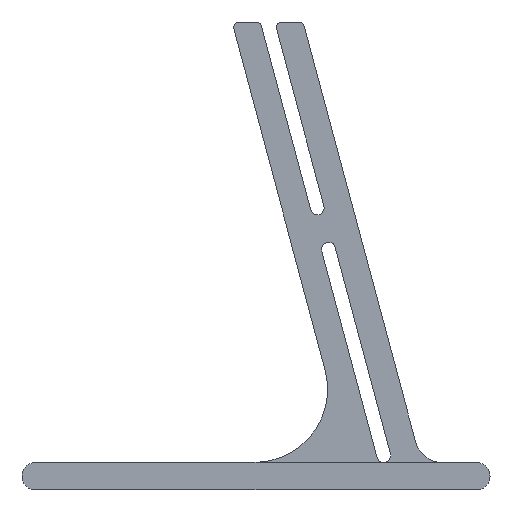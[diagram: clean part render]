
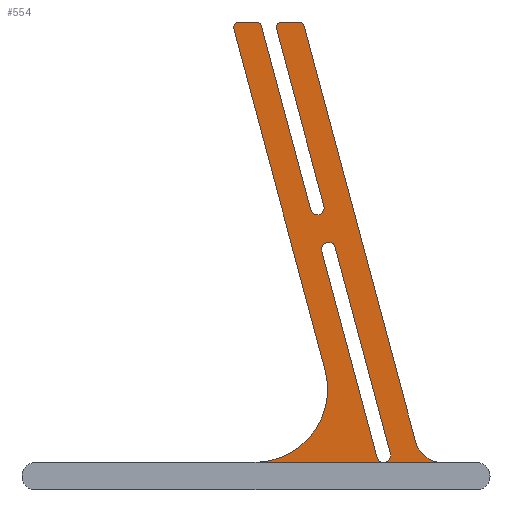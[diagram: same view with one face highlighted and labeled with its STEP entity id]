
A CAD part, left-side view. The second image highlights one B-rep face of the part: STEP entity #554.
In plain terms, the highlighted planar face has unit normal (-1, 0, 0).
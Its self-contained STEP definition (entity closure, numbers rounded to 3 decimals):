
#22=FACE_BOUND('',#95,.T.);
#35=PLANE('',#622);
#63=FACE_OUTER_BOUND('',#94,.T.);
#94=EDGE_LOOP('',(#472,#473,#474,#475,#476,#477,#478,#479,#480,#481,#482,
#483,#484,#485,#486,#487,#488,#489));
#95=EDGE_LOOP('',(#490,#491,#492,#493));
#104=LINE('',#817,#156);
#109=LINE('',#832,#161);
#114=LINE('',#847,#166);
#118=LINE('',#858,#170);
#120=LINE('',#863,#172);
#125=LINE('',#877,#177);
#129=LINE('',#889,#181);
#133=LINE('',#901,#185);
#138=LINE('',#913,#190);
#140=LINE('',#922,#192);
#145=LINE('',#934,#197);
#156=VECTOR('',#648,10.);
#161=VECTOR('',#661,10.);
#166=VECTOR('',#674,10.);
#170=VECTOR('',#686,10.);
#172=VECTOR('',#690,10.);
#177=VECTOR('',#703,10.);
#181=VECTOR('',#715,10.);
#185=VECTOR('',#727,10.);
#190=VECTOR('',#740,10.);
#192=VECTOR('',#750,10.);
#197=VECTOR('',#763,10.);
#206=CIRCLE('',#578,13.333);
#208=CIRCLE('',#582,5.);
#210=CIRCLE('',#586,1.25);
#212=CIRCLE('',#590,1.272);
#214=CIRCLE('',#595,1.);
#216=CIRCLE('',#599,1.25);
#218=CIRCLE('',#603,1.);
#220=CIRCLE('',#607,1.);
#222=CIRCLE('',#611,2.5);
#224=CIRCLE('',#615,2.5);
#226=CIRCLE('',#619,1.);
#232=VERTEX_POINT('',#807);
#233=VERTEX_POINT('',#808);
#236=VERTEX_POINT('',#816);
#238=VERTEX_POINT('',#822);
#239=VERTEX_POINT('',#823);
#242=VERTEX_POINT('',#831);
#244=VERTEX_POINT('',#837);
#245=VERTEX_POINT('',#838);
#248=VERTEX_POINT('',#846);
#250=VERTEX_POINT('',#852);
#252=VERTEX_POINT('',#861);
#253=VERTEX_POINT('',#862);
#256=VERTEX_POINT('',#870);
#258=VERTEX_POINT('',#876);
#260=VERTEX_POINT('',#882);
#262=VERTEX_POINT('',#888);
#264=VERTEX_POINT('',#894);
#266=VERTEX_POINT('',#900);
#269=VERTEX_POINT('',#911);
#270=VERTEX_POINT('',#915);
#272=VERTEX_POINT('',#921);
#275=VERTEX_POINT('',#932);
#284=EDGE_CURVE('',#232,#233,#206,.T.);
#288=EDGE_CURVE('',#236,#233,#104,.T.);
#291=EDGE_CURVE('',#238,#239,#208,.T.);
#295=EDGE_CURVE('',#242,#239,#109,.T.);
#298=EDGE_CURVE('',#244,#245,#210,.T.);
#302=EDGE_CURVE('',#248,#244,#114,.T.);
#305=EDGE_CURVE('',#250,#248,#212,.T.);
#308=EDGE_CURVE('',#245,#250,#118,.T.);
#310=EDGE_CURVE('',#252,#253,#120,.T.);
#314=EDGE_CURVE('',#256,#253,#214,.T.);
#317=EDGE_CURVE('',#256,#258,#125,.T.);
#320=EDGE_CURVE('',#258,#260,#216,.T.);
#323=EDGE_CURVE('',#260,#262,#129,.T.);
#326=EDGE_CURVE('',#264,#262,#218,.T.);
#329=EDGE_CURVE('',#264,#266,#133,.T.);
#332=EDGE_CURVE('',#236,#266,#220,.T.);
#336=EDGE_CURVE('',#232,#269,#138,.T.);
#337=EDGE_CURVE('',#270,#269,#222,.T.);
#340=EDGE_CURVE('',#270,#272,#140,.T.);
#343=EDGE_CURVE('',#242,#272,#224,.T.);
#347=EDGE_CURVE('',#238,#275,#145,.T.);
#348=EDGE_CURVE('',#252,#275,#226,.T.);
#472=ORIENTED_EDGE('',*,*,#348,.F.);
#473=ORIENTED_EDGE('',*,*,#310,.T.);
#474=ORIENTED_EDGE('',*,*,#314,.F.);
#475=ORIENTED_EDGE('',*,*,#317,.T.);
#476=ORIENTED_EDGE('',*,*,#320,.T.);
#477=ORIENTED_EDGE('',*,*,#323,.T.);
#478=ORIENTED_EDGE('',*,*,#326,.F.);
#479=ORIENTED_EDGE('',*,*,#329,.T.);
#480=ORIENTED_EDGE('',*,*,#332,.F.);
#481=ORIENTED_EDGE('',*,*,#288,.T.);
#482=ORIENTED_EDGE('',*,*,#284,.F.);
#483=ORIENTED_EDGE('',*,*,#336,.T.);
#484=ORIENTED_EDGE('',*,*,#337,.F.);
#485=ORIENTED_EDGE('',*,*,#340,.T.);
#486=ORIENTED_EDGE('',*,*,#343,.F.);
#487=ORIENTED_EDGE('',*,*,#295,.T.);
#488=ORIENTED_EDGE('',*,*,#291,.F.);
#489=ORIENTED_EDGE('',*,*,#347,.T.);
#490=ORIENTED_EDGE('',*,*,#308,.F.);
#491=ORIENTED_EDGE('',*,*,#298,.F.);
#492=ORIENTED_EDGE('',*,*,#302,.F.);
#493=ORIENTED_EDGE('',*,*,#305,.F.);
#554=ADVANCED_FACE('',(#63,#22),#35,.F.);
#578=AXIS2_PLACEMENT_3D('',#809,#640,#641);
#582=AXIS2_PLACEMENT_3D('',#824,#653,#654);
#586=AXIS2_PLACEMENT_3D('',#839,#666,#667);
#590=AXIS2_PLACEMENT_3D('',#853,#679,#680);
#595=AXIS2_PLACEMENT_3D('',#871,#696,#697);
#599=AXIS2_PLACEMENT_3D('',#883,#708,#709);
#603=AXIS2_PLACEMENT_3D('',#895,#720,#721);
#607=AXIS2_PLACEMENT_3D('',#906,#732,#733);
#611=AXIS2_PLACEMENT_3D('',#916,#743,#744);
#615=AXIS2_PLACEMENT_3D('',#927,#755,#756);
#619=AXIS2_PLACEMENT_3D('',#936,#766,#767);
#622=AXIS2_PLACEMENT_3D('',#939,#772,#773);
#640=DIRECTION('center_axis',(-1.,0.,0.));
#641=DIRECTION('ref_axis',(0.,-0.793,-0.609));
#648=DIRECTION('',(0.,-0.259,-0.966));
#653=DIRECTION('center_axis',(-1.,0.,0.));
#654=DIRECTION('ref_axis',(0.,0.609,-0.793));
#661=DIRECTION('',(0.,1.,0.));
#666=DIRECTION('center_axis',(-1.,0.,0.));
#667=DIRECTION('ref_axis',(0.,1.,0.));
#674=DIRECTION('',(0.,-0.259,-0.966));
#679=DIRECTION('center_axis',(-1.,0.,0.));
#680=DIRECTION('ref_axis',(0.,1.,0.));
#686=DIRECTION('',(0.,0.259,0.966));
#690=DIRECTION('',(0.,1.,0.));
#696=DIRECTION('center_axis',(1.,0.,0.));
#697=DIRECTION('ref_axis',(0.,0.966,-0.259));
#703=DIRECTION('',(0.,-0.259,-0.966));
#708=DIRECTION('center_axis',(1.,0.,0.));
#709=DIRECTION('ref_axis',(0.,1.,0.));
#715=DIRECTION('',(0.,0.259,0.966));
#720=DIRECTION('center_axis',(1.,0.,0.));
#721=DIRECTION('ref_axis',(0.,0.,1.));
#727=DIRECTION('',(0.,1.,0.));
#732=DIRECTION('center_axis',(1.,0.,0.));
#733=DIRECTION('ref_axis',(0.,0.966,-0.259));
#740=DIRECTION('',(0.,1.,0.));
#743=DIRECTION('center_axis',(1.,0.,0.));
#744=DIRECTION('ref_axis',(0.,1.,0.));
#750=DIRECTION('',(0.,-1.,0.));
#755=DIRECTION('center_axis',(1.,0.,0.));
#756=DIRECTION('ref_axis',(0.,1.,0.));
#763=DIRECTION('',(0.,0.259,0.966));
#766=DIRECTION('center_axis',(1.,0.,0.));
#767=DIRECTION('ref_axis',(0.,0.,1.));
#772=DIRECTION('center_axis',(1.,0.,0.));
#773=DIRECTION('ref_axis',(0.,1.,0.));
#807=CARTESIAN_POINT('',(0.,-26.738,29.127));
#808=CARTESIAN_POINT('',(0.,-39.617,45.911));
#809=CARTESIAN_POINT('Origin',(0.,-26.738,42.46));
#816=CARTESIAN_POINT('',(0.,-23.016,107.868));
#817=CARTESIAN_POINT('',(0.,-23.016,107.868));
#822=CARTESIAN_POINT('',(0.,-56.062,32.833));
#823=CARTESIAN_POINT('',(0.,-60.892,29.127));
#824=CARTESIAN_POINT('Origin',(0.,-60.892,34.127));
#831=CARTESIAN_POINT('',(0.,-67.055,29.127));
#832=CARTESIAN_POINT('',(0.,-67.055,29.127));
#837=CARTESIAN_POINT('',(0.,-49.043,30.054));
#838=CARTESIAN_POINT('',(0.,-51.457,30.701));
#839=CARTESIAN_POINT('Origin',(0.,-50.25,30.377));
#846=CARTESIAN_POINT('',(0.,-39.002,67.526));
#847=CARTESIAN_POINT('',(0.,-49.291,29.127));
#852=CARTESIAN_POINT('',(0.,-41.331,68.493));
#853=CARTESIAN_POINT('Origin',(0.,-40.231,67.855));
#858=CARTESIAN_POINT('',(0.,-30.78,107.868));
#861=CARTESIAN_POINT('',(0.,-34.852,109.127));
#862=CARTESIAN_POINT('',(0.,-31.746,109.127));
#863=CARTESIAN_POINT('',(0.,-34.852,109.127));
#870=CARTESIAN_POINT('',(0.,-30.78,107.868));
#871=CARTESIAN_POINT('Origin',(0.,-31.746,108.127));
#876=CARTESIAN_POINT('',(0.,-39.4,75.701));
#877=CARTESIAN_POINT('',(0.,-30.78,107.868));
#882=CARTESIAN_POINT('',(0.,-36.985,75.054));
#883=CARTESIAN_POINT('Origin',(0.,-38.192,75.377));
#888=CARTESIAN_POINT('',(0.,-28.053,108.386));
#889=CARTESIAN_POINT('',(0.,-49.291,29.127));
#894=CARTESIAN_POINT('',(0.,-27.087,109.127));
#895=CARTESIAN_POINT('Origin',(0.,-27.087,108.127));
#900=CARTESIAN_POINT('',(0.,-23.982,109.127));
#901=CARTESIAN_POINT('',(0.,-27.087,109.127));
#906=CARTESIAN_POINT('Origin',(0.,-23.982,108.127));
#911=CARTESIAN_POINT('',(0.,12.945,29.127));
#913=CARTESIAN_POINT('',(0.,-67.055,29.127));
#915=CARTESIAN_POINT('',(0.,12.945,24.127));
#916=CARTESIAN_POINT('Origin',(0.,12.945,26.627));
#921=CARTESIAN_POINT('',(0.,-67.055,24.127));
#922=CARTESIAN_POINT('',(0.,12.945,24.127));
#927=CARTESIAN_POINT('Origin',(0.,-67.055,26.627));
#932=CARTESIAN_POINT('',(0.,-35.818,108.386));
#934=CARTESIAN_POINT('',(0.,-57.055,29.127));
#936=CARTESIAN_POINT('Origin',(0.,-34.852,108.127));
#939=CARTESIAN_POINT('Origin',(0.,-27.055,66.627));
